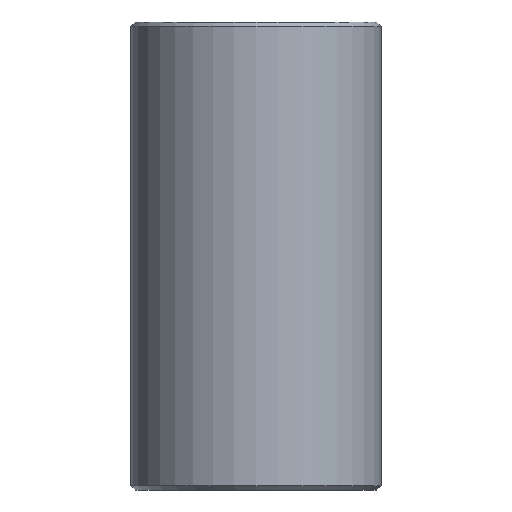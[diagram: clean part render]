
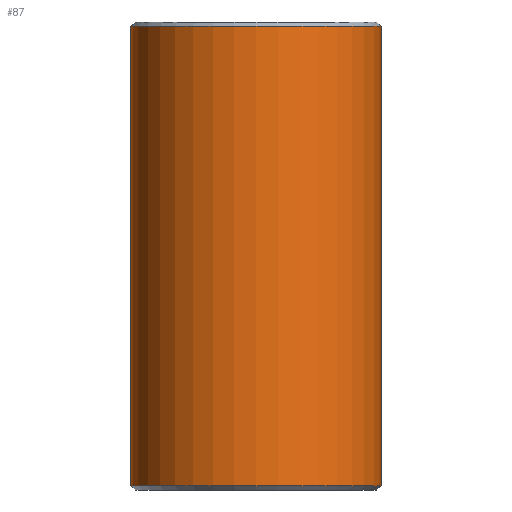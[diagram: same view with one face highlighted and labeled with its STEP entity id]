
A CAD part, front view. The second image highlights one B-rep face of the part: STEP entity #87.
In plain terms, the highlighted cylindrical face has radius 4.283 mm (diameter 8.566 mm), a partial arc.
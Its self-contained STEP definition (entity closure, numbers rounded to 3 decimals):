
#11 = VERTEX_POINT ( 'NONE', #271 ) ;
#14 = VERTEX_POINT ( 'NONE', #263 ) ;
#25 = VERTEX_POINT ( 'NONE', #138 ) ;
#28 = VERTEX_POINT ( 'NONE', #158 ) ;
#63 = ORIENTED_EDGE ( 'NONE', *, *, #83, .F. ) ;
#64 = ORIENTED_EDGE ( 'NONE', *, *, #65, .T. ) ;
#65 = EDGE_CURVE ( 'NONE', #11, #14, #182, .T. ) ;
#66 = ORIENTED_EDGE ( 'NONE', *, *, #86, .T. ) ;
#67 = ORIENTED_EDGE ( 'NONE', *, *, #68, .F. ) ;
#68 = EDGE_CURVE ( 'NONE', #28, #25, #248, .T. ) ;
#83 = EDGE_CURVE ( 'NONE', #11, #28, #238, .T. ) ;
#86 = EDGE_CURVE ( 'NONE', #14, #25, #234, .T. ) ;
#87 = ADVANCED_FACE ( 'NONE', ( #230 ), #227, .T. ) ;
#88 = EDGE_LOOP ( 'NONE', ( #63, #64, #66, #67 ) ) ;
#138 = CARTESIAN_POINT ( 'NONE',  ( 4.283, 0., -0.15 ) ) ;
#158 = CARTESIAN_POINT ( 'NONE',  ( -4.283, 0., -0.15 ) ) ;
#179 = DIRECTION ( 'NONE',  ( 0., 0., 1. ) ) ;
#180 = CARTESIAN_POINT ( 'NONE',  ( 0., 0., -15.85 ) ) ;
#181 = AXIS2_PLACEMENT_3D ( 'NONE', #180, #179, #250 ) ;
#182 = CIRCLE ( 'NONE', #181, 4.283 ) ;
#223 = DIRECTION ( 'NONE',  ( 1., 0., 0. ) ) ;
#224 = DIRECTION ( 'NONE',  ( 0., 0., 1. ) ) ;
#225 = CARTESIAN_POINT ( 'NONE',  ( 0., 0., 0. ) ) ;
#226 = AXIS2_PLACEMENT_3D ( 'NONE', #225, #224, #223 ) ;
#227 = CYLINDRICAL_SURFACE ( 'NONE', #226, 4.283 ) ;
#230 = FACE_OUTER_BOUND ( 'NONE', #88, .T. ) ;
#231 = DIRECTION ( 'NONE',  ( 0., 0., 1. ) ) ;
#232 = VECTOR ( 'NONE', #231, 1000. ) ;
#233 = CARTESIAN_POINT ( 'NONE',  ( 4.283, 0., 0. ) ) ;
#234 = LINE ( 'NONE', #233, #232 ) ;
#235 = DIRECTION ( 'NONE',  ( 0., 0., 1. ) ) ;
#236 = VECTOR ( 'NONE', #235, 1000. ) ;
#237 = CARTESIAN_POINT ( 'NONE',  ( -4.283, 0., 0. ) ) ;
#238 = LINE ( 'NONE', #237, #236 ) ;
#244 = DIRECTION ( 'NONE',  ( 1., 0., 0. ) ) ;
#245 = DIRECTION ( 'NONE',  ( 0., 0., 1. ) ) ;
#246 = CARTESIAN_POINT ( 'NONE',  ( 0., 0., -0.15 ) ) ;
#247 = AXIS2_PLACEMENT_3D ( 'NONE', #246, #245, #244 ) ;
#248 = CIRCLE ( 'NONE', #247, 4.283 ) ;
#250 = DIRECTION ( 'NONE',  ( 1., 0., 0. ) ) ;
#263 = CARTESIAN_POINT ( 'NONE',  ( 4.283, 0., -15.85 ) ) ;
#271 = CARTESIAN_POINT ( 'NONE',  ( -4.283, 0., -15.85 ) ) ;
